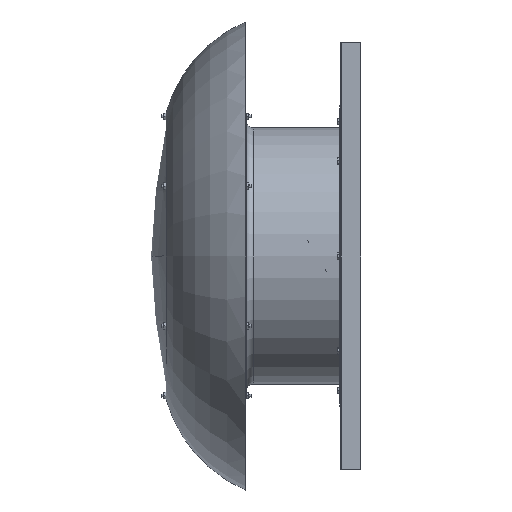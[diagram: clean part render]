
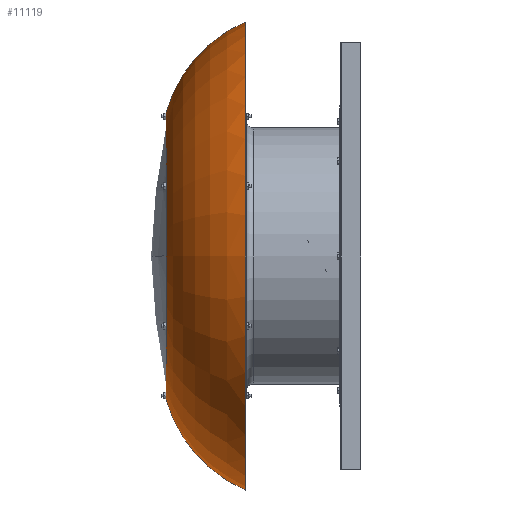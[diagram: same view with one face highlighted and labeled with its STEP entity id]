
A CAD part, left-side view. The second image highlights one B-rep face of the part: STEP entity #11119.
In plain terms, the highlighted toroidal (fillet/blend) face has major radius 213.066 mm and minor radius 281.5 mm.
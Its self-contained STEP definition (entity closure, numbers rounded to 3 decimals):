
#6120 = CARTESIAN_POINT ( 'NONE',  ( 0., 352.4, 0. ) ) ;
#6158 = DIRECTION ( 'NONE',  ( 0., 0., -1. ) ) ;
#6159 = DIRECTION ( 'NONE',  ( 0., -1., 0. ) ) ;
#6160 = CARTESIAN_POINT ( 'NONE',  ( 0., 192.996, 0. ) ) ;
#6161 = AXIS2_PLACEMENT_3D ( 'NONE', #6160, #6159, #6158 ) ;
#6162 = CIRCLE ( 'NONE', #6161, 471.376 ) ;
#6175 = DIRECTION ( 'NONE',  ( 0., 0., -1. ) ) ;
#6176 = DIRECTION ( 'NONE',  ( 0., -1., 0. ) ) ;
#6177 = AXIS2_PLACEMENT_3D ( 'NONE', #6120, #6176, #6175 ) ;
#6178 = CIRCLE ( 'NONE', #6177, 288.204 ) ;
#6184 = DIRECTION ( 'NONE',  ( 0., 0., -1. ) ) ;
#6185 = DIRECTION ( 'NONE',  ( 0., -1., 0. ) ) ;
#6186 = CARTESIAN_POINT ( 'NONE',  ( 0., 81.113, 0. ) ) ;
#6187 = AXIS2_PLACEMENT_3D ( 'NONE', #6186, #6185, #6184 ) ;
#6188 = TOROIDAL_SURFACE ( 'NONE', #6187, 213.066, 281.5 ) ;
#6189 = FACE_OUTER_BOUND ( 'NONE', #11221, .T. ) ;
#7627 = VERTEX_POINT ( 'NONE', #18332 ) ;
#7688 = VERTEX_POINT ( 'NONE', #18594 ) ;
#7694 = VERTEX_POINT ( 'NONE', #18562 ) ;
#7695 = EDGE_CURVE ( 'NONE', #7688, #7627, #18559, .T. ) ;
#7698 = VERTEX_POINT ( 'NONE', #18553 ) ;
#7702 = EDGE_CURVE ( 'NONE', #7698, #7694, #18543, .T. ) ;
#11066 = EDGE_CURVE ( 'NONE', #7688, #7698, #6178, .T. ) ;
#11080 = ORIENTED_EDGE ( 'NONE', *, *, #7702, .T. ) ;
#11081 = ORIENTED_EDGE ( 'NONE', *, *, #11083, .F. ) ;
#11083 = EDGE_CURVE ( 'NONE', #7627, #7694, #6162, .T. ) ;
#11119 = ADVANCED_FACE ( 'NONE', ( #6189 ), #6188, .T. ) ;
#11221 = EDGE_LOOP ( 'NONE', ( #11222, #11223, #11080, #11081 ) ) ;
#11222 = ORIENTED_EDGE ( 'NONE', *, *, #7695, .F. ) ;
#11223 = ORIENTED_EDGE ( 'NONE', *, *, #11066, .T. ) ;
#18332 = CARTESIAN_POINT ( 'NONE',  ( 0., 192.996, 471.376 ) ) ;
#18543 = CIRCLE ( 'NONE', #18655, 281.5 ) ;
#18553 = CARTESIAN_POINT ( 'NONE',  ( 0., 352.4, -288.204 ) ) ;
#18554 = DIRECTION ( 'NONE',  ( 0., 0., -1. ) ) ;
#18556 = DIRECTION ( 'NONE',  ( 1., 0., 0. ) ) ;
#18557 = CARTESIAN_POINT ( 'NONE',  ( 0., 81.113, 213.066 ) ) ;
#18558 = AXIS2_PLACEMENT_3D ( 'NONE', #18557, #18556, #18554 ) ;
#18559 = CIRCLE ( 'NONE', #18558, 281.5 ) ;
#18562 = CARTESIAN_POINT ( 'NONE',  ( 0., 192.996, -471.376 ) ) ;
#18594 = CARTESIAN_POINT ( 'NONE',  ( 0., 352.4, 288.204 ) ) ;
#18649 = DIRECTION ( 'NONE',  ( 0., 0., 1. ) ) ;
#18652 = DIRECTION ( 'NONE',  ( -1., 0., 0. ) ) ;
#18654 = CARTESIAN_POINT ( 'NONE',  ( 0., 81.113, -213.066 ) ) ;
#18655 = AXIS2_PLACEMENT_3D ( 'NONE', #18654, #18652, #18649 ) ;
